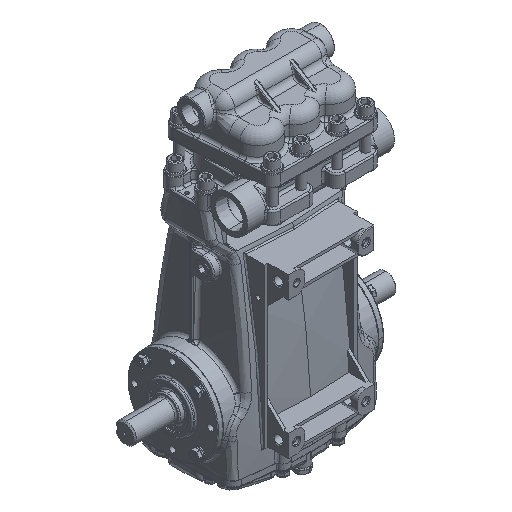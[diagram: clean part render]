
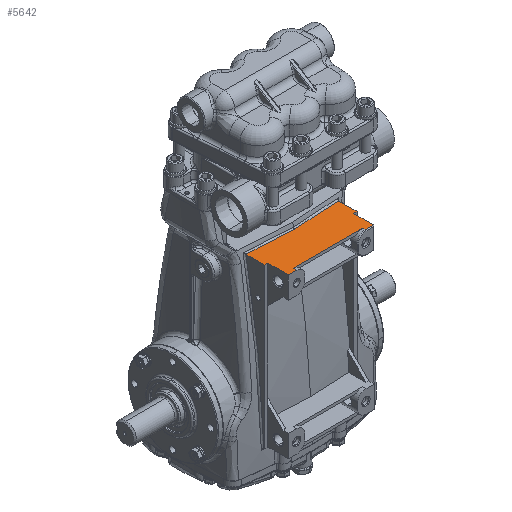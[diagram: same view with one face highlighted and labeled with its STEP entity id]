
A CAD part, isometric view. The second image highlights one B-rep face of the part: STEP entity #5642.
In plain terms, the highlighted planar face has unit normal (0, 0, 1).
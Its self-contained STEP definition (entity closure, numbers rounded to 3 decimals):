
#1770 = DIRECTION ( 'NONE',  ( 0., -1., 0. ) ) ;
#2197 = DIRECTION ( 'NONE',  ( -1., 0., 0. ) ) ;
#2324 = CARTESIAN_POINT ( 'NONE',  ( -1.988, 19685.039, 7.52 ) ) ;
#3614 = CARTESIAN_POINT ( 'NONE',  ( -2.461, -3.15, 7.52 ) ) ;
#3903 = EDGE_CURVE ( 'NONE', #60783, #14943, #93210, .T. ) ;
#3963 = CARTESIAN_POINT ( 'NONE',  ( 1.988, 19685.039, 7.52 ) ) ;
#5243 = VECTOR ( 'NONE', #74659, 39.37 ) ;
#5642 = ADVANCED_FACE ( 'NONE', ( #78069 ), #106357, .F. ) ;
#5706 = DIRECTION ( 'NONE',  ( 0., -1., 0. ) ) ;
#8692 = CARTESIAN_POINT ( 'NONE',  ( -1.774, -2.171, 7.52 ) ) ;
#8822 = CARTESIAN_POINT ( 'NONE',  ( 2.461, -4.291, 7.52 ) ) ;
#10988 = VECTOR ( 'NONE', #62385, 39.37 ) ;
#11190 = VERTEX_POINT ( 'NONE', #34806 ) ;
#13447 = VECTOR ( 'NONE', #41764, 39.37 ) ;
#13559 = CARTESIAN_POINT ( 'NONE',  ( -1.988, -4.291, 7.52 ) ) ;
#14369 = CARTESIAN_POINT ( 'NONE',  ( 2.657, -2.09, 7.52 ) ) ;
#14502 = CARTESIAN_POINT ( 'NONE',  ( -2.657, -2.09, 7.52 ) ) ;
#14943 = VERTEX_POINT ( 'NONE', #8822 ) ;
#15021 = ORIENTED_EDGE ( 'NONE', *, *, #50387, .T. ) ;
#16013 = CARTESIAN_POINT ( 'NONE',  ( 0., -2.234, 7.52 ) ) ;
#17434 = VERTEX_POINT ( 'NONE', #100930 ) ;
#17931 = EDGE_CURVE ( 'NONE', #104112, #40315, #38758, .T. ) ;
#18021 = DIRECTION ( 'NONE',  ( -1., 0., 0. ) ) ;
#19011 = VECTOR ( 'NONE', #2197, 39.37 ) ;
#19170 = EDGE_CURVE ( 'NONE', #17434, #60783, #30465, .T. ) ;
#20880 = CARTESIAN_POINT ( 'NONE',  ( -2.658, -2.084, 7.52 ) ) ;
#21073 = VECTOR ( 'NONE', #95887, 39.37 ) ;
#22053 = CARTESIAN_POINT ( 'NONE',  ( -1.988, -4.331, 7.52 ) ) ;
#22819 = EDGE_CURVE ( 'NONE', #40864, #91986, #27147, .T. ) ;
#22996 = LINE ( 'NONE', #32237, #111168 ) ;
#23982 = VERTEX_POINT ( 'NONE', #36120 ) ;
#27147 = LINE ( 'NONE', #70461, #10988 ) ;
#27153 = VECTOR ( 'NONE', #74524, 39.37 ) ;
#28163 = VECTOR ( 'NONE', #82698, 39.37 ) ;
#29259 = VERTEX_POINT ( 'NONE', #109287 ) ;
#30465 = LINE ( 'NONE', #3963, #110289 ) ;
#31124 = CARTESIAN_POINT ( 'NONE',  ( 2.657, -2.088, 7.52 ) ) ;
#31804 = CARTESIAN_POINT ( 'NONE',  ( -2.658, -2.086, 7.52 ) ) ;
#32237 = CARTESIAN_POINT ( 'NONE',  ( 2.461, 19685.039, 7.52 ) ) ;
#34806 = CARTESIAN_POINT ( 'NONE',  ( -1.988, -4.134, 7.52 ) ) ;
#35795 = ORIENTED_EDGE ( 'NONE', *, *, #19170, .T. ) ;
#36120 = CARTESIAN_POINT ( 'NONE',  ( -2.461, -4.331, 7.52 ) ) ;
#38094 = ORIENTED_EDGE ( 'NONE', *, *, #40817, .T. ) ;
#38758 = LINE ( 'NONE', #101073, #27153 ) ;
#40315 = VERTEX_POINT ( 'NONE', #49677 ) ;
#40611 = EDGE_CURVE ( 'NONE', #29259, #102418, #108290, .T. ) ;
#40817 = EDGE_CURVE ( 'NONE', #91986, #23982, #111018, .T. ) ;
#40864 = VERTEX_POINT ( 'NONE', #82741 ) ;
#41764 = DIRECTION ( 'NONE',  ( 0., -1., 0. ) ) ;
#42181 = CARTESIAN_POINT ( 'NONE',  ( -2.658, -2.084, 7.52 ) ) ;
#43319 = ORIENTED_EDGE ( 'NONE', *, *, #55053, .T. ) ;
#43934 = CARTESIAN_POINT ( 'NONE',  ( -1.988, -4.331, 7.52 ) ) ;
#46056 = ORIENTED_EDGE ( 'NONE', *, *, #106607, .F. ) ;
#49677 = CARTESIAN_POINT ( 'NONE',  ( 2.461, -3.15, 7.52 ) ) ;
#50387 = EDGE_CURVE ( 'NONE', #59027, #29259, #94292, .T. ) ;
#51014 = LINE ( 'NONE', #57401, #13447 ) ;
#52131 = CARTESIAN_POINT ( 'NONE',  ( -1.988, 19685.039, 7.52 ) ) ;
#52845 = VERTEX_POINT ( 'NONE', #43934 ) ;
#55053 = EDGE_CURVE ( 'NONE', #23982, #52845, #58438, .T. ) ;
#55271 = CARTESIAN_POINT ( 'NONE',  ( -2.216, -2.134, 7.52 ) ) ;
#55953 = ORIENTED_EDGE ( 'NONE', *, *, #40611, .T. ) ;
#56225 = B_SPLINE_CURVE_WITH_KNOTS ( 'NONE', 3,
 ( #86624, #97013, #90467, #8692, #55271, #42181 ),
 .UNSPECIFIED., .F., .F.,
 ( 4, 2, 4 ),
 ( 0., 0.034, 0.068 ),
 .UNSPECIFIED. ) ;
#57401 = CARTESIAN_POINT ( 'NONE',  ( -2.657, 19685.039, 7.52 ) ) ;
#58194 = CARTESIAN_POINT ( 'NONE',  ( 0.888, -2.221, 7.52 ) ) ;
#58438 = LINE ( 'NONE', #22053, #28163 ) ;
#58478 = CARTESIAN_POINT ( 'NONE',  ( -2.461, 19685.039, 7.52 ) ) ;
#58765 = CARTESIAN_POINT ( 'NONE',  ( 1.774, -2.171, 7.52 ) ) ;
#59027 = VERTEX_POINT ( 'NONE', #103478 ) ;
#60783 = VERTEX_POINT ( 'NONE', #112786 ) ;
#61697 = ORIENTED_EDGE ( 'NONE', *, *, #76488, .T. ) ;
#61920 = VECTOR ( 'NONE', #64441, 39.37 ) ;
#62385 = DIRECTION ( 'NONE',  ( 1., 0., 0. ) ) ;
#62931 = LINE ( 'NONE', #2324, #107451 ) ;
#64441 = DIRECTION ( 'NONE',  ( 1., 0., 0. ) ) ;
#68062 = EDGE_CURVE ( 'NONE', #89472, #114199, #83972, .T. ) ;
#70461 = CARTESIAN_POINT ( 'NONE',  ( -2.657, -3.15, 7.52 ) ) ;
#70581 = ORIENTED_EDGE ( 'NONE', *, *, #106951, .F. ) ;
#71293 = EDGE_CURVE ( 'NONE', #114199, #40864, #51014, .T. ) ;
#71696 = ORIENTED_EDGE ( 'NONE', *, *, #17931, .F. ) ;
#72213 = ORIENTED_EDGE ( 'NONE', *, *, #3903, .T. ) ;
#74524 = DIRECTION ( 'NONE',  ( -1., 0., 0. ) ) ;
#74659 = DIRECTION ( 'NONE',  ( 0., -1., 0. ) ) ;
#76064 = CARTESIAN_POINT ( 'NONE',  ( 2.216, -2.134, 7.52 ) ) ;
#76138 = CARTESIAN_POINT ( 'NONE',  ( 2.658, -2.086, 7.52 ) ) ;
#76255 = CARTESIAN_POINT ( 'NONE',  ( -2.657, -2.088, 7.52 ) ) ;
#76488 = EDGE_CURVE ( 'NONE', #102418, #89472, #56225, .T. ) ;
#78069 = FACE_OUTER_BOUND ( 'NONE', #109249, .T. ) ;
#78694 = AXIS2_PLACEMENT_3D ( 'NONE', #52131, #105221, #18021 ) ;
#80225 = ORIENTED_EDGE ( 'NONE', *, *, #68062, .T. ) ;
#81228 = CARTESIAN_POINT ( 'NONE',  ( -2.461, -4.134, 7.52 ) ) ;
#82317 = ORIENTED_EDGE ( 'NONE', *, *, #108321, .F. ) ;
#82698 = DIRECTION ( 'NONE',  ( 1., 0., 0. ) ) ;
#82741 = CARTESIAN_POINT ( 'NONE',  ( -2.657, -3.15, 7.52 ) ) ;
#83640 = CARTESIAN_POINT ( 'NONE',  ( 2.658, -2.084, 7.52 ) ) ;
#83972 = B_SPLINE_CURVE_WITH_KNOTS ( 'NONE', 3,
 ( #20880, #31804, #76255, #14502 ),
 .UNSPECIFIED., .F., .F.,
 ( 4, 4 ),
 ( 0., 0. ),
 .UNSPECIFIED. ) ;
#86624 = CARTESIAN_POINT ( 'NONE',  ( 0., -2.234, 7.52 ) ) ;
#87028 = CARTESIAN_POINT ( 'NONE',  ( 0.444, -2.234, 7.52 ) ) ;
#87786 = CARTESIAN_POINT ( 'NONE',  ( 2.657, 19685.039, 7.52 ) ) ;
#88373 = CARTESIAN_POINT ( 'NONE',  ( -2.658, -2.084, 7.52 ) ) ;
#89472 = VERTEX_POINT ( 'NONE', #88373 ) ;
#90467 = CARTESIAN_POINT ( 'NONE',  ( -0.888, -2.221, 7.52 ) ) ;
#91986 = VERTEX_POINT ( 'NONE', #3614 ) ;
#93210 = LINE ( 'NONE', #13559, #61920 ) ;
#94292 = B_SPLINE_CURVE_WITH_KNOTS ( 'NONE', 3,
 ( #14369, #31124, #76138, #83640 ),
 .UNSPECIFIED., .F., .F.,
 ( 4, 4 ),
 ( 0., 0. ),
 .UNSPECIFIED. ) ;
#95887 = DIRECTION ( 'NONE',  ( 0., -1., 0. ) ) ;
#97013 = CARTESIAN_POINT ( 'NONE',  ( -0.444, -2.234, 7.52 ) ) ;
#97453 = LINE ( 'NONE', #81228, #19011 ) ;
#97663 = CARTESIAN_POINT ( 'NONE',  ( -2.657, -2.09, 7.52 ) ) ;
#100930 = CARTESIAN_POINT ( 'NONE',  ( 1.988, -4.134, 7.52 ) ) ;
#101073 = CARTESIAN_POINT ( 'NONE',  ( 2.657, -3.15, 7.52 ) ) ;
#102418 = VERTEX_POINT ( 'NONE', #103418 ) ;
#103418 = CARTESIAN_POINT ( 'NONE',  ( 0., -2.234, 7.52 ) ) ;
#103478 = CARTESIAN_POINT ( 'NONE',  ( 2.657, -2.09, 7.52 ) ) ;
#103600 = DIRECTION ( 'NONE',  ( 0., -1., 0. ) ) ;
#103755 = CARTESIAN_POINT ( 'NONE',  ( 2.658, -2.084, 7.52 ) ) ;
#103773 = ORIENTED_EDGE ( 'NONE', *, *, #71293, .T. ) ;
#103937 = CARTESIAN_POINT ( 'NONE',  ( 2.657, -3.15, 7.52 ) ) ;
#104112 = VERTEX_POINT ( 'NONE', #103937 ) ;
#105221 = DIRECTION ( 'NONE',  ( 0., 0., -1. ) ) ;
#106357 = PLANE ( 'NONE',  #78694 ) ;
#106607 = EDGE_CURVE ( 'NONE', #11190, #52845, #62931, .T. ) ;
#106677 = EDGE_CURVE ( 'NONE', #40315, #14943, #22996, .T. ) ;
#106951 = EDGE_CURVE ( 'NONE', #17434, #11190, #97453, .T. ) ;
#107451 = VECTOR ( 'NONE', #1770, 39.37 ) ;
#108290 = B_SPLINE_CURVE_WITH_KNOTS ( 'NONE', 3,
 ( #103755, #76064, #58765, #58194, #87028, #16013 ),
 .UNSPECIFIED., .F., .F.,
 ( 4, 2, 4 ),
 ( 0., 0.034, 0.068 ),
 .UNSPECIFIED. ) ;
#108321 = EDGE_CURVE ( 'NONE', #59027, #104112, #110505, .T. ) ;
#108619 = ORIENTED_EDGE ( 'NONE', *, *, #106677, .F. ) ;
#109249 = EDGE_LOOP ( 'NONE', ( #35795, #72213, #108619, #71696, #82317, #15021, #55953, #61697, #80225, #103773, #110546, #38094, #43319, #46056, #70581 ) ) ;
#109287 = CARTESIAN_POINT ( 'NONE',  ( 2.658, -2.084, 7.52 ) ) ;
#110289 = VECTOR ( 'NONE', #103600, 39.37 ) ;
#110505 = LINE ( 'NONE', #87786, #21073 ) ;
#110546 = ORIENTED_EDGE ( 'NONE', *, *, #22819, .T. ) ;
#111018 = LINE ( 'NONE', #58478, #5243 ) ;
#111168 = VECTOR ( 'NONE', #5706, 39.37 ) ;
#112786 = CARTESIAN_POINT ( 'NONE',  ( 1.988, -4.291, 7.52 ) ) ;
#114199 = VERTEX_POINT ( 'NONE', #97663 ) ;
